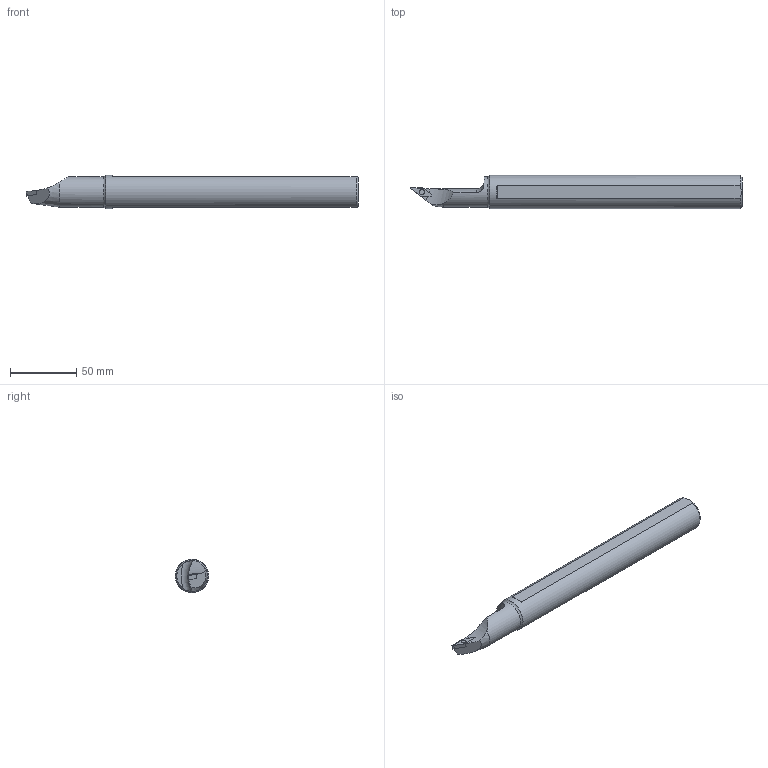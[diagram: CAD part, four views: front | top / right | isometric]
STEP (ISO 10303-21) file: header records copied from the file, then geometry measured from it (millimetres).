
FILE_DESCRIPTION(/* description */ (''),/* implementation_level */ '2;1');
FILE_NAME(/* name */ 'A25SSVJBL11_SIM.stp',/* time_stamp */ '2021-10-21T09:40:15+02:00',/* author */ (''),/* organization */ (''),/* preprocessor_version */ 'ST-DEVELOPER v16.7',/* originating_system */ 'SIEMENS PLM Software NX 12.0',/* authorisation */ '');
FILE_SCHEMA (('AUTOMOTIVE_DESIGN { 1 0 10303 214 3 1 1 1 }'));
Length unit declared in the file: millimetre
Products named in the file (1): model1
Bounding box: 249.99 x 25 x 25 mm (x, y, z)
Volume: 102357.1 mm3; surface area: 18702.6 mm2
Topology: 2 solids, 2 shells, 29 faces, 71 edges, 46 vertices
Faces by surface type: plane 12, cylinder 8, cone 4, torus 3, bspline 2
Full cylindrical faces by diameter (mm): 2.8 x1, 3.8 x1, 23 x1, 25 x1
Entity records: 928 total; most frequent: CARTESIAN_POINT 275, ORIENTED_EDGE 122, DIRECTION 121, EDGE_CURVE 61, AXIS2_PLACEMENT_3D 48, VERTEX_POINT 43, EDGE_LOOP 38, ADVANCED_FACE 29
